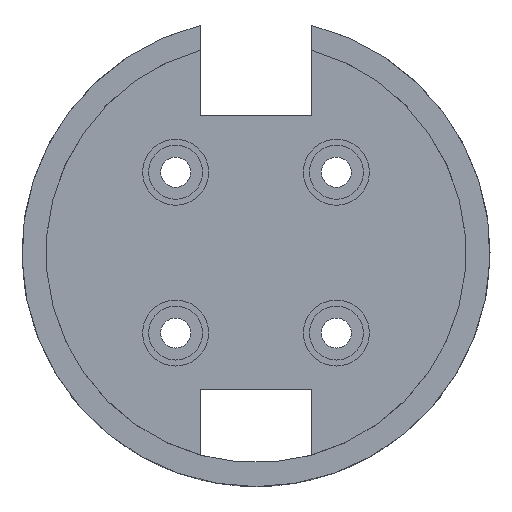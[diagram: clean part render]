
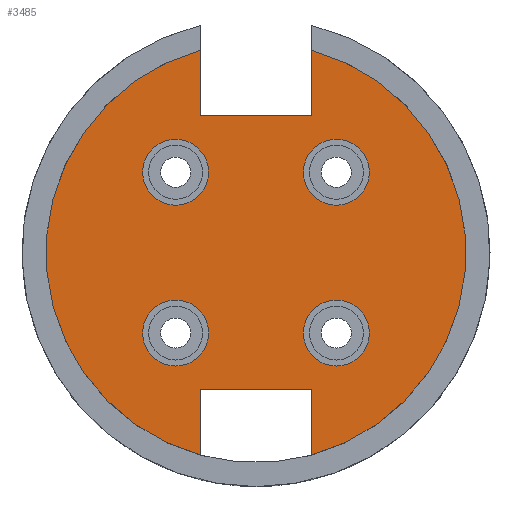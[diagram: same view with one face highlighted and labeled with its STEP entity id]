
A CAD part, front view. The second image highlights one B-rep face of the part: STEP entity #3485.
In plain terms, the highlighted planar face has unit normal (0, -1, 0).
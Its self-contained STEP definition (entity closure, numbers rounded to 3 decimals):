
#462=FACE_BOUND('',#890,.T.);
#463=FACE_BOUND('',#891,.T.);
#464=FACE_BOUND('',#892,.T.);
#465=FACE_BOUND('',#893,.T.);
#492=PLANE('',#3585);
#679=FACE_OUTER_BOUND('',#889,.T.);
#889=EDGE_LOOP('',(#3231,#3232,#3233,#3234,#3235,#3236,#3237,#3238));
#890=EDGE_LOOP('',(#3239));
#891=EDGE_LOOP('',(#3240));
#892=EDGE_LOOP('',(#3241));
#893=EDGE_LOOP('',(#3242));
#1079=LINE('',#7378,#1281);
#1084=LINE('',#7388,#1286);
#1098=LINE('',#7457,#1300);
#1099=LINE('',#7458,#1301);
#1100=LINE('',#7460,#1302);
#1101=LINE('',#7461,#1303);
#1281=VECTOR('',#3850,10.);
#1286=VECTOR('',#3857,10.);
#1300=VECTOR('',#3943,10.);
#1301=VECTOR('',#3944,10.);
#1302=VECTOR('',#3945,10.);
#1303=VECTOR('',#3946,10.);
#1331=CIRCLE('',#3553,17.5);
#1333=CIRCLE('',#3555,17.5);
#1342=CIRCLE('',#3572,2.75);
#1344=CIRCLE('',#3576,2.75);
#1345=CIRCLE('',#3579,2.75);
#1347=CIRCLE('',#3582,2.75);
#1674=VERTEX_POINT('',#7375);
#1675=VERTEX_POINT('',#7377);
#1678=VERTEX_POINT('',#7385);
#1679=VERTEX_POINT('',#7387);
#1680=VERTEX_POINT('',#7393);
#1683=VERTEX_POINT('',#7399);
#1692=VERTEX_POINT('',#7430);
#1694=VERTEX_POINT('',#7437);
#1695=VERTEX_POINT('',#7442);
#1697=VERTEX_POINT('',#7448);
#1698=VERTEX_POINT('',#7456);
#1699=VERTEX_POINT('',#7459);
#2180=EDGE_CURVE('',#1675,#1674,#1079,.T.);
#2185=EDGE_CURVE('',#1679,#1678,#1084,.T.);
#2188=EDGE_CURVE('',#1680,#1675,#1331,.T.);
#2192=EDGE_CURVE('',#1678,#1683,#1333,.T.);
#2206=EDGE_CURVE('',#1692,#1692,#1342,.T.);
#2209=EDGE_CURVE('',#1694,#1694,#1344,.T.);
#2211=EDGE_CURVE('',#1695,#1695,#1345,.T.);
#2214=EDGE_CURVE('',#1697,#1697,#1347,.T.);
#2217=EDGE_CURVE('',#1698,#1680,#1098,.T.);
#2218=EDGE_CURVE('',#1674,#1679,#1099,.T.);
#2219=EDGE_CURVE('',#1683,#1699,#1100,.T.);
#2220=EDGE_CURVE('',#1699,#1698,#1101,.T.);
#3231=ORIENTED_EDGE('',*,*,#2217,.T.);
#3232=ORIENTED_EDGE('',*,*,#2188,.T.);
#3233=ORIENTED_EDGE('',*,*,#2180,.T.);
#3234=ORIENTED_EDGE('',*,*,#2218,.T.);
#3235=ORIENTED_EDGE('',*,*,#2185,.T.);
#3236=ORIENTED_EDGE('',*,*,#2192,.T.);
#3237=ORIENTED_EDGE('',*,*,#2219,.T.);
#3238=ORIENTED_EDGE('',*,*,#2220,.T.);
#3239=ORIENTED_EDGE('',*,*,#2206,.T.);
#3240=ORIENTED_EDGE('',*,*,#2209,.T.);
#3241=ORIENTED_EDGE('',*,*,#2211,.T.);
#3242=ORIENTED_EDGE('',*,*,#2214,.T.);
#3485=ADVANCED_FACE('',(#679,#462,#463,#464,#465),#492,.F.);
#3553=AXIS2_PLACEMENT_3D('',#7394,#3865,#3866);
#3555=AXIS2_PLACEMENT_3D('',#7401,#3871,#3872);
#3572=AXIS2_PLACEMENT_3D('',#7432,#3910,#3911);
#3576=AXIS2_PLACEMENT_3D('',#7439,#3919,#3920);
#3579=AXIS2_PLACEMENT_3D('',#7444,#3926,#3927);
#3582=AXIS2_PLACEMENT_3D('',#7450,#3933,#3934);
#3585=AXIS2_PLACEMENT_3D('',#7455,#3941,#3942);
#3850=DIRECTION('',(0.,0.,1.));
#3857=DIRECTION('',(0.,0.,-1.));
#3865=DIRECTION('center_axis',(0.,-1.,0.));
#3866=DIRECTION('ref_axis',(-1.,0.,0.));
#3871=DIRECTION('center_axis',(0.,-1.,0.));
#3872=DIRECTION('ref_axis',(-1.,0.,0.));
#3910=DIRECTION('center_axis',(0.,1.,0.));
#3911=DIRECTION('ref_axis',(-1.,0.,0.));
#3919=DIRECTION('center_axis',(0.,1.,0.));
#3920=DIRECTION('ref_axis',(-1.,0.,0.));
#3926=DIRECTION('center_axis',(0.,1.,0.));
#3927=DIRECTION('ref_axis',(-1.,0.,0.));
#3933=DIRECTION('center_axis',(0.,1.,0.));
#3934=DIRECTION('ref_axis',(-1.,0.,0.));
#3941=DIRECTION('center_axis',(0.,1.,0.));
#3942=DIRECTION('ref_axis',(-1.,0.,0.));
#3943=DIRECTION('',(0.,0.,1.));
#3944=DIRECTION('',(1.,0.,0.));
#3945=DIRECTION('',(0.,0.,-1.));
#3946=DIRECTION('',(-1.,0.,0.));
#7375=CARTESIAN_POINT('',(-4.647,26.736,-11.446));
#7377=CARTESIAN_POINT('',(-4.647,26.736,-16.872));
#7378=CARTESIAN_POINT('',(-4.647,26.736,-11.446));
#7385=CARTESIAN_POINT('',(4.647,26.736,-16.872));
#7387=CARTESIAN_POINT('',(4.647,26.736,-11.446));
#7388=CARTESIAN_POINT('',(4.647,26.736,-11.446));
#7393=CARTESIAN_POINT('',(-4.647,26.736,16.872));
#7394=CARTESIAN_POINT('Origin',(0.,26.736,0.));
#7399=CARTESIAN_POINT('',(4.647,26.736,16.872));
#7401=CARTESIAN_POINT('Origin',(0.,26.736,0.));
#7430=CARTESIAN_POINT('',(9.45,26.736,6.7));
#7432=CARTESIAN_POINT('Origin',(6.7,26.736,6.7));
#7437=CARTESIAN_POINT('',(9.45,26.736,-6.7));
#7439=CARTESIAN_POINT('Origin',(6.7,26.736,-6.7));
#7442=CARTESIAN_POINT('',(-3.95,26.736,6.7));
#7444=CARTESIAN_POINT('Origin',(-6.7,26.736,6.7));
#7448=CARTESIAN_POINT('',(-3.95,26.736,-6.7));
#7450=CARTESIAN_POINT('Origin',(-6.7,26.736,-6.7));
#7455=CARTESIAN_POINT('Origin',(0.,26.736,
0.));
#7456=CARTESIAN_POINT('',(-4.647,26.736,11.446));
#7457=CARTESIAN_POINT('',(-4.647,26.736,16.872));
#7458=CARTESIAN_POINT('',(4.647,26.736,-11.446));
#7459=CARTESIAN_POINT('',(4.647,26.736,11.446));
#7460=CARTESIAN_POINT('',(4.647,26.736,16.872));
#7461=CARTESIAN_POINT('',(4.647,26.736,11.446));
